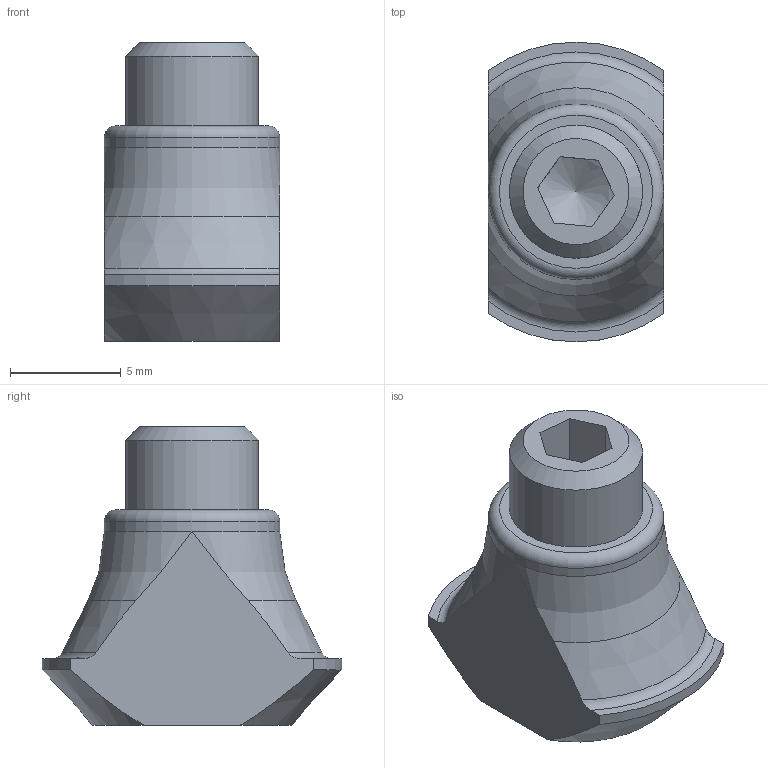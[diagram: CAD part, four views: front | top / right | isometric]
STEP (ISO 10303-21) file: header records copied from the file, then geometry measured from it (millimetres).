
FILE_DESCRIPTION(/* description */ (''),/* implementation_level */ '2;1');
FILE_NAME(/* name */ '19705_KriTec_Potentialausgleich_8.stp',/* time_stamp */ '2014-09-16T15:35:30+02:00',/* author */ ('kostic'),/* organization */ (''),/* preprocessor_version */ 'ST-DEVELOPER v15.2',/* originating_system */ 'Autodesk Inventor 2014',/* authorisation */ '');
FILE_SCHEMA (('AUTOMOTIVE_DESIGN { 1 0 10303 214 3 1 1 }'));
Length unit declared in the file: millimetre
Products named in the file (3): 19705_KriTec_Potentialausgleich_8; DIN 915 - M6 x 12
Bounding box: 7.9 x 13.5 x 13.45 mm (x, y, z)
Volume: 721.1 mm3; surface area: 819 mm2
Topology: 2 solids, 2 shells, 34 faces, 81 edges, 51 vertices
Faces by surface type: plane 14, cone 9, cylinder 6, torus 5
Full cylindrical faces by diameter (mm): 4 x1, 5 x1, 6 x1, 7.9 x1
Entity records: 999 total; most frequent: CARTESIAN_POINT 233, DIRECTION 150, ORIENTED_EDGE 138, EDGE_CURVE 69, AXIS2_PLACEMENT_3D 64, VERTEX_POINT 49, EDGE_LOOP 46, FACE_OUTER_BOUND 34
